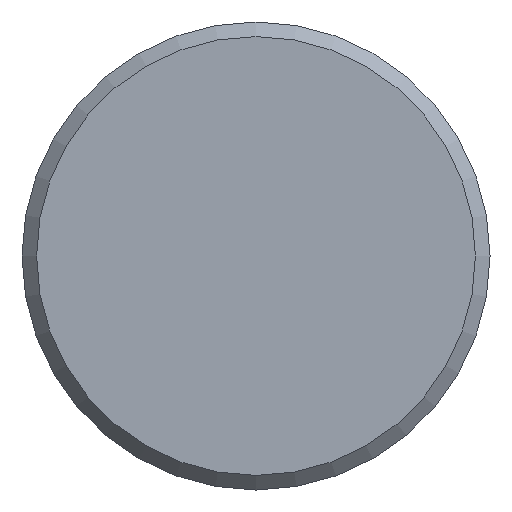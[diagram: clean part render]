
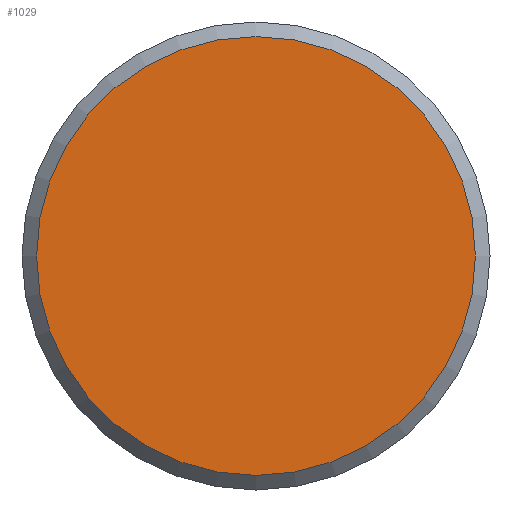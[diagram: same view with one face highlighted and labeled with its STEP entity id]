
A CAD part, front view. The second image highlights one B-rep face of the part: STEP entity #1029.
In plain terms, the highlighted planar face has unit normal (0, -1, 0).
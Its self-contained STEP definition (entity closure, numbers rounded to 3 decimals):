
#109=CIRCLE('',#1150,15.);
#188=FACE_OUTER_BOUND('',#255,.T.);
#255=EDGE_LOOP('',(#763));
#450=VERTEX_POINT('',#1725);
#566=EDGE_CURVE('',#450,#450,#109,.T.);
#763=ORIENTED_EDGE('',*,*,#566,.T.);
#927=PLANE('',#1149);
#1029=ADVANCED_FACE('',(#188),#927,.T.);
#1149=AXIS2_PLACEMENT_3D('',#1724,#1392,#1393);
#1150=AXIS2_PLACEMENT_3D('',#1726,#1394,#1395);
#1392=DIRECTION('center_axis',(0.,-1.,0.));
#1393=DIRECTION('ref_axis',(0.,0.,-1.));
#1394=DIRECTION('center_axis',(0.,-1.,0.));
#1395=DIRECTION('ref_axis',(1.,0.,0.));
#1724=CARTESIAN_POINT('Origin',(7.5,-1.,0.));
#1725=CARTESIAN_POINT('',(-15.,-1.,0.));
#1726=CARTESIAN_POINT('Origin',(0.,-1.,0.));
